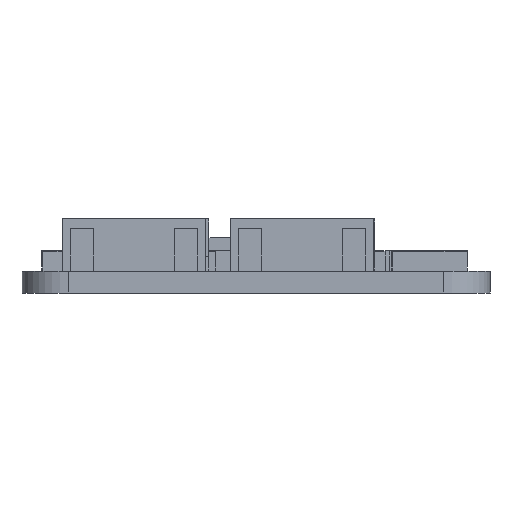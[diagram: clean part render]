
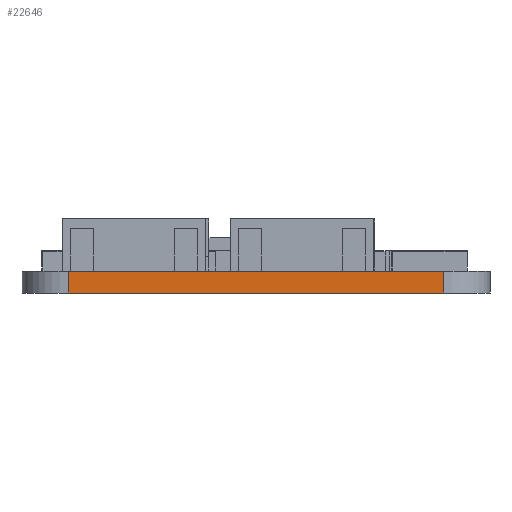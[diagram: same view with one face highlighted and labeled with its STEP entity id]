
A CAD part, left-side view. The second image highlights one B-rep face of the part: STEP entity #22646.
In plain terms, the highlighted planar face has unit normal (-1, 0, 0).
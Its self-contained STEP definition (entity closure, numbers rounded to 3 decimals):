
#1661=ORIENTED_EDGE('',*,*,#6161,.F.);
#1662=ORIENTED_EDGE('',*,*,#6162,.T.);
#1663=ORIENTED_EDGE('',*,*,#5278,.T.);
#1664=ORIENTED_EDGE('',*,*,#6163,.T.);
#5278=EDGE_CURVE('',#7619,#7618,#9176,.T.);
#6161=EDGE_CURVE('',#8347,#8348,#10046,.T.);
#6162=EDGE_CURVE('',#8347,#7619,#10047,.F.);
#6163=EDGE_CURVE('',#7618,#8348,#10048,.T.);
#7618=VERTEX_POINT('',#28607);
#7619=VERTEX_POINT('',#28609);
#8347=VERTEX_POINT('',#30462);
#8348=VERTEX_POINT('',#30463);
#9176=LINE('',#28608,#11186);
#10046=LINE('',#30461,#12056);
#10047=LINE('',#30464,#12057);
#10048=LINE('',#30465,#12058);
#11186=VECTOR('',#24537,1000.);
#12056=VECTOR('',#25649,1000.);
#12057=VECTOR('',#25650,1000.);
#12058=VECTOR('',#25651,1000.);
#13270=EDGE_LOOP('',(#1661,#1662,#1663,#1664));
#14332=FACE_BOUND('',#13270,.T.);
#15305=PLANE('',#23610);
#22646=ADVANCED_FACE('',(#14332),#15305,.T.);
#23610=AXIS2_PLACEMENT_3D('',#30460,#25647,#25648);
#24537=DIRECTION('',(0.,1.,0.));
#25647=DIRECTION('',(-1.,0.,0.));
#25648=DIRECTION('',(0.,0.,1.));
#25649=DIRECTION('',(0.,1.,0.));
#25650=DIRECTION('',(0.,0.,-1.));
#25651=DIRECTION('',(0.,0.,-1.));
#28607=CARTESIAN_POINT('',(-29.528,8.052,0.94));
#28608=CARTESIAN_POINT('',(-29.528,-10.033,0.94));
#28609=CARTESIAN_POINT('',(-29.528,-8.052,0.94));
#30460=CARTESIAN_POINT('',(-29.528,-10.033,0.94));
#30461=CARTESIAN_POINT('',(-29.528,-10.033,0.));
#30462=CARTESIAN_POINT('',(-29.528,-8.052,0.));
#30463=CARTESIAN_POINT('',(-29.528,8.052,0.));
#30464=CARTESIAN_POINT('',(-29.528,-8.052,0.94));
#30465=CARTESIAN_POINT('',(-29.528,8.052,0.94));
